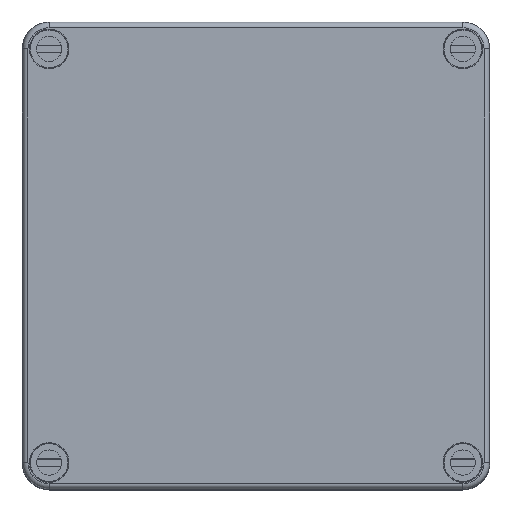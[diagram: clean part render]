
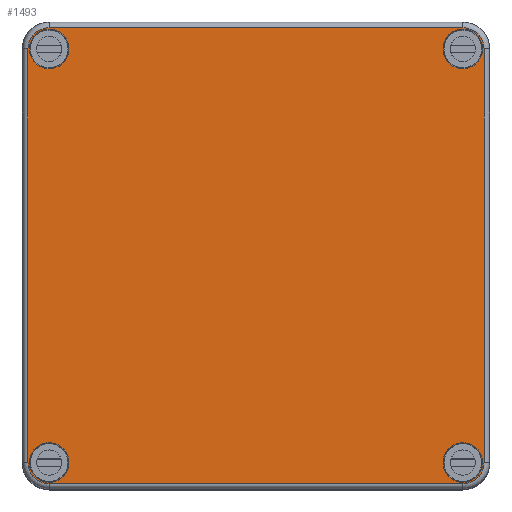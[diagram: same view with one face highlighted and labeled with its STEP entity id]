
A CAD part, top view. The second image highlights one B-rep face of the part: STEP entity #1493.
In plain terms, the highlighted planar face has unit normal (0, 0, 1).
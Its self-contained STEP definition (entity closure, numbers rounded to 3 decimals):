
#1493 = ADVANCED_FACE( '', ( #3295, #3296, #3297, #3298, #3299 ), #3300, .F. );
#3295 = FACE_BOUND( '', #5390, .T. );
#3296 = FACE_BOUND( '', #5391, .T. );
#3297 = FACE_BOUND( '', #5392, .T. );
#3298 = FACE_BOUND( '', #5393, .T. );
#3299 = FACE_OUTER_BOUND( '', #5394, .T. );
#3300 = PLANE( '', #5395 );
#5390 = EDGE_LOOP( '', ( #9401 ) );
#5391 = EDGE_LOOP( '', ( #9402 ) );
#5392 = EDGE_LOOP( '', ( #9403 ) );
#5393 = EDGE_LOOP( '', ( #9404 ) );
#5394 = EDGE_LOOP( '', ( #9405, #9406, #9407, #9408, #9409, #9410, #9411, #9412 ) );
#5395 = AXIS2_PLACEMENT_3D( '', #9413, #9414, #9415 );
#9401 = ORIENTED_EDGE( '', *, *, #12307, .F. );
#9402 = ORIENTED_EDGE( '', *, *, #11625, .F. );
#9403 = ORIENTED_EDGE( '', *, *, #12875, .F. );
#9404 = ORIENTED_EDGE( '', *, *, #12150, .F. );
#9405 = ORIENTED_EDGE( '', *, *, #11367, .T. );
#9406 = ORIENTED_EDGE( '', *, *, #11840, .F. );
#9407 = ORIENTED_EDGE( '', *, *, #12871, .T. );
#9408 = ORIENTED_EDGE( '', *, *, #12166, .T. );
#9409 = ORIENTED_EDGE( '', *, *, #11524, .F. );
#9410 = ORIENTED_EDGE( '', *, *, #12876, .T. );
#9411 = ORIENTED_EDGE( '', *, *, #11426, .F. );
#9412 = ORIENTED_EDGE( '', *, *, #11547, .F. );
#9413 = CARTESIAN_POINT( '', ( -63.382, 57.5, 15. ) );
#9414 = DIRECTION( '', ( 0., 0., -1. ) );
#9415 = DIRECTION( '', ( -1., 0., 0. ) );
#11367 = EDGE_CURVE( '', #13353, #13354, #13355, .T. );
#11426 = EDGE_CURVE( '', #13457, #13459, #13460, .T. );
#11524 = EDGE_CURVE( '', #13630, #13632, #13633, .T. );
#11547 = EDGE_CURVE( '', #13353, #13457, #13669, .T. );
#11625 = EDGE_CURVE( '', #13803, #13803, #13804, .T. );
#11840 = EDGE_CURVE( '', #14173, #13354, #14175, .T. );
#12150 = EDGE_CURVE( '', #14674, #14674, #14675, .T. );
#12166 = EDGE_CURVE( '', #14699, #13632, #14700, .T. );
#12307 = EDGE_CURVE( '', #14908, #14908, #14909, .T. );
#12871 = EDGE_CURVE( '', #14173, #14699, #15712, .T. );
#12875 = EDGE_CURVE( '', #15716, #15716, #15717, .T. );
#12876 = EDGE_CURVE( '', #13630, #13459, #15718, .T. );
#13353 = VERTEX_POINT( '', #16260 );
#13354 = VERTEX_POINT( '', #16261 );
#13355 = CIRCLE( '', #16262, 5.882 );
#13457 = VERTEX_POINT( '', #16381 );
#13459 = VERTEX_POINT( '', #16383 );
#13460 = CIRCLE( '', #16384, 5.882 );
#13630 = VERTEX_POINT( '', #16605 );
#13632 = VERTEX_POINT( '', #16607 );
#13633 = CIRCLE( '', #16608, 5.882 );
#13669 = LINE( '', #16652, #16653 );
#13803 = VERTEX_POINT( '', #16845 );
#13804 = CIRCLE( '', #16846, 5.5 );
#14173 = VERTEX_POINT( '', #17311 );
#14175 = LINE( '', #17313, #17314 );
#14674 = VERTEX_POINT( '', #17955 );
#14675 = CIRCLE( '', #17956, 5.5 );
#14699 = VERTEX_POINT( '', #18018 );
#14700 = LINE( '', #18019, #18020 );
#14908 = VERTEX_POINT( '', #18331 );
#14909 = CIRCLE( '', #18332, 5.5 );
#15712 = CIRCLE( '', #19375, 5.882 );
#15716 = VERTEX_POINT( '', #19380 );
#15717 = CIRCLE( '', #19381, 5.5 );
#15718 = LINE( '', #19382, #19383 );
#16260 = CARTESIAN_POINT( '', ( 57.5, -63.382, 15. ) );
#16261 = CARTESIAN_POINT( '', ( 63.382, -57.5, 15. ) );
#16262 = AXIS2_PLACEMENT_3D( '', #20012, #20013, #20014 );
#16381 = CARTESIAN_POINT( '', ( -57.5, -63.382, 15. ) );
#16383 = CARTESIAN_POINT( '', ( -63.382, -57.5, 15. ) );
#16384 = AXIS2_PLACEMENT_3D( '', #20116, #20117, #20118 );
#16605 = CARTESIAN_POINT( '', ( -63.382, 57.5, 15. ) );
#16607 = CARTESIAN_POINT( '', ( -57.5, 63.382, 15. ) );
#16608 = AXIS2_PLACEMENT_3D( '', #20248, #20249, #20250 );
#16652 = CARTESIAN_POINT( '', ( 57.5, -63.382, 15. ) );
#16653 = VECTOR( '', #20283, 1000. );
#16845 = CARTESIAN_POINT( '', ( 63., -57.5, 15. ) );
#16846 = AXIS2_PLACEMENT_3D( '', #20382, #20383, #20384 );
#17311 = CARTESIAN_POINT( '', ( 63.382, 57.5, 15. ) );
#17313 = CARTESIAN_POINT( '', ( 63.382, 57.5, 15. ) );
#17314 = VECTOR( '', #20733, 1000. );
#17955 = CARTESIAN_POINT( '', ( 63., 57.5, 15. ) );
#17956 = AXIS2_PLACEMENT_3D( '', #21179, #21180, #21181 );
#18018 = CARTESIAN_POINT( '', ( 57.5, 63.382, 15. ) );
#18019 = CARTESIAN_POINT( '', ( 57.5, 63.382, 15. ) );
#18020 = VECTOR( '', #21202, 1000. );
#18331 = CARTESIAN_POINT( '', ( -52., -57.5, 15. ) );
#18332 = AXIS2_PLACEMENT_3D( '', #21391, #21392, #21393 );
#19375 = AXIS2_PLACEMENT_3D( '', #22111, #22112, #22113 );
#19380 = CARTESIAN_POINT( '', ( -52., 57.5, 15. ) );
#19381 = AXIS2_PLACEMENT_3D( '', #22115, #22116, #22117 );
#19382 = CARTESIAN_POINT( '', ( -63.382, 57.5, 15. ) );
#19383 = VECTOR( '', #22118, 1000. );
#20012 = CARTESIAN_POINT( '', ( 57.5, -57.5, 15. ) );
#20013 = DIRECTION( '', ( 0., 0., 1. ) );
#20014 = DIRECTION( '', ( 1., 0., 0. ) );
#20116 = CARTESIAN_POINT( '', ( -57.5, -57.5, 15. ) );
#20117 = DIRECTION( '', ( 0., 0., -1. ) );
#20118 = DIRECTION( '', ( -1., 0., 0. ) );
#20248 = CARTESIAN_POINT( '', ( -57.5, 57.5, 15. ) );
#20249 = DIRECTION( '', ( 0., 0., -1. ) );
#20250 = DIRECTION( '', ( -1., 0., 0. ) );
#20283 = DIRECTION( '', ( -1., 0., 0. ) );
#20382 = CARTESIAN_POINT( '', ( 57.5, -57.5, 15. ) );
#20383 = DIRECTION( '', ( 0., 0., 1. ) );
#20384 = DIRECTION( '', ( 1., 0., 0. ) );
#20733 = DIRECTION( '', ( 0., -1., 0. ) );
#21179 = CARTESIAN_POINT( '', ( 57.5, 57.5, 15. ) );
#21180 = DIRECTION( '', ( 0., 0., 1. ) );
#21181 = DIRECTION( '', ( 1., 0., 0. ) );
#21202 = DIRECTION( '', ( -1., 0., 0. ) );
#21391 = CARTESIAN_POINT( '', ( -57.5, -57.5, 15. ) );
#21392 = DIRECTION( '', ( 0., 0., 1. ) );
#21393 = DIRECTION( '', ( 1., 0., 0. ) );
#22111 = CARTESIAN_POINT( '', ( 57.5, 57.5, 15. ) );
#22112 = DIRECTION( '', ( 0., 0., 1. ) );
#22113 = DIRECTION( '', ( 1., 0., 0. ) );
#22115 = CARTESIAN_POINT( '', ( -57.5, 57.5, 15. ) );
#22116 = DIRECTION( '', ( 0., 0., 1. ) );
#22117 = DIRECTION( '', ( 1., 0., 0. ) );
#22118 = DIRECTION( '', ( 0., -1., 0. ) );
